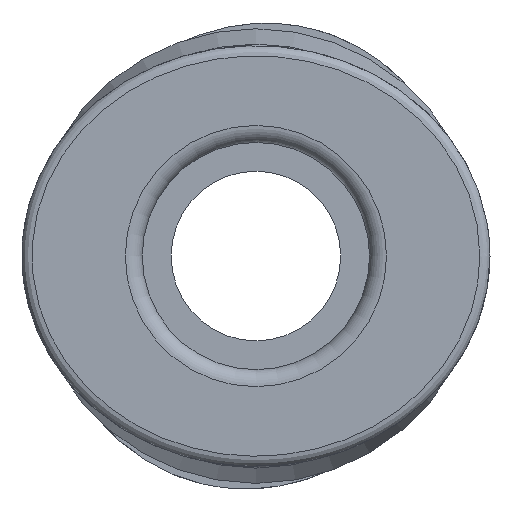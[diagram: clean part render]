
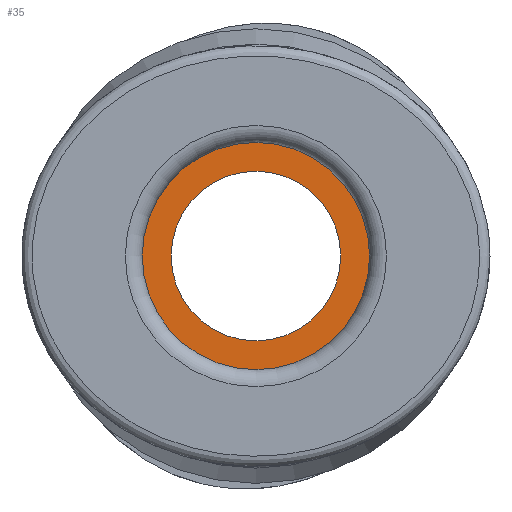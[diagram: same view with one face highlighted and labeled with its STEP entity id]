
A CAD part, left-side view. The second image highlights one B-rep face of the part: STEP entity #35.
In plain terms, the highlighted planar face has unit normal (-1, 0, 0).
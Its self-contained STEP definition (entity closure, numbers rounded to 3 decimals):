
#35 = ADVANCED_FACE('',(#36,#72),#49,.T.);
#36 = FACE_BOUND('',#37,.T.);
#37 = EDGE_LOOP('',(#38));
#38 = ORIENTED_EDGE('',*,*,#39,.T.);
#39 = EDGE_CURVE('',#40,#40,#42,.T.);
#40 = VERTEX_POINT('',#41);
#41 = CARTESIAN_POINT('',(-2.2,0.,3.35));
#42 = SURFACE_CURVE('',#43,(#48,#60),.PCURVE_S1.);
#43 = CIRCLE('',#44,3.35);
#44 = AXIS2_PLACEMENT_3D('',#45,#46,#47);
#45 = CARTESIAN_POINT('',(-2.2,0.,0.));
#46 = DIRECTION('',(-1.,0.,-0.));
#47 = DIRECTION('',(-0.,0.,1.));
#48 = PCURVE('',#49,#54);
#49 = PLANE('',#50);
#50 = AXIS2_PLACEMENT_3D('',#51,#52,#53);
#51 = CARTESIAN_POINT('',(-2.2,-2.5,0.));
#52 = DIRECTION('',(-1.,0.,-0.));
#53 = DIRECTION('',(0.,0.,1.));
#54 = DEFINITIONAL_REPRESENTATION('',(#55),#59);
#55 = CIRCLE('',#56,3.35);
#56 = AXIS2_PLACEMENT_2D('',#57,#58);
#57 = CARTESIAN_POINT('',(0.,2.5));
#58 = DIRECTION('',(1.,0.));
#59 = ( GEOMETRIC_REPRESENTATION_CONTEXT(2) 
PARAMETRIC_REPRESENTATION_CONTEXT() REPRESENTATION_CONTEXT('2D SPACE',''
  ) );
#60 = PCURVE('',#61,#66);
#61 = CYLINDRICAL_SURFACE('',#62,3.35);
#62 = AXIS2_PLACEMENT_3D('',#63,#64,#65);
#63 = CARTESIAN_POINT('',(-66.149,0.,0.));
#64 = DIRECTION('',(-1.,-0.,-0.));
#65 = DIRECTION('',(-0.,0.,1.));
#66 = DEFINITIONAL_REPRESENTATION('',(#67),#71);
#67 = LINE('',#68,#69);
#68 = CARTESIAN_POINT('',(0.,-63.949));
#69 = VECTOR('',#70,1.);
#70 = DIRECTION('',(1.,0.));
#71 = ( GEOMETRIC_REPRESENTATION_CONTEXT(2) 
PARAMETRIC_REPRESENTATION_CONTEXT() REPRESENTATION_CONTEXT('2D SPACE',''
  ) );
#72 = FACE_BOUND('',#73,.T.);
#73 = EDGE_LOOP('',(#74));
#74 = ORIENTED_EDGE('',*,*,#75,.F.);
#75 = EDGE_CURVE('',#76,#76,#78,.T.);
#76 = VERTEX_POINT('',#77);
#77 = CARTESIAN_POINT('',(-2.2,0.,2.5));
#78 = SURFACE_CURVE('',#79,(#84,#91),.PCURVE_S1.);
#79 = CIRCLE('',#80,2.5);
#80 = AXIS2_PLACEMENT_3D('',#81,#82,#83);
#81 = CARTESIAN_POINT('',(-2.2,0.,0.));
#82 = DIRECTION('',(-1.,0.,-0.));
#83 = DIRECTION('',(-0.,0.,1.));
#84 = PCURVE('',#49,#85);
#85 = DEFINITIONAL_REPRESENTATION('',(#86),#90);
#86 = CIRCLE('',#87,2.5);
#87 = AXIS2_PLACEMENT_2D('',#88,#89);
#88 = CARTESIAN_POINT('',(0.,2.5));
#89 = DIRECTION('',(1.,0.));
#90 = ( GEOMETRIC_REPRESENTATION_CONTEXT(2) 
PARAMETRIC_REPRESENTATION_CONTEXT() REPRESENTATION_CONTEXT('2D SPACE',''
  ) );
#91 = PCURVE('',#92,#97);
#92 = CYLINDRICAL_SURFACE('',#93,2.5);
#93 = AXIS2_PLACEMENT_3D('',#94,#95,#96);
#94 = CARTESIAN_POINT('',(-66.149,0.,0.));
#95 = DIRECTION('',(-1.,-0.,-0.));
#96 = DIRECTION('',(-0.,0.,1.));
#97 = DEFINITIONAL_REPRESENTATION('',(#98),#102);
#98 = LINE('',#99,#100);
#99 = CARTESIAN_POINT('',(0.,-63.949));
#100 = VECTOR('',#101,1.);
#101 = DIRECTION('',(1.,0.));
#102 = ( GEOMETRIC_REPRESENTATION_CONTEXT(2) 
PARAMETRIC_REPRESENTATION_CONTEXT() REPRESENTATION_CONTEXT('2D SPACE',''
  ) );
